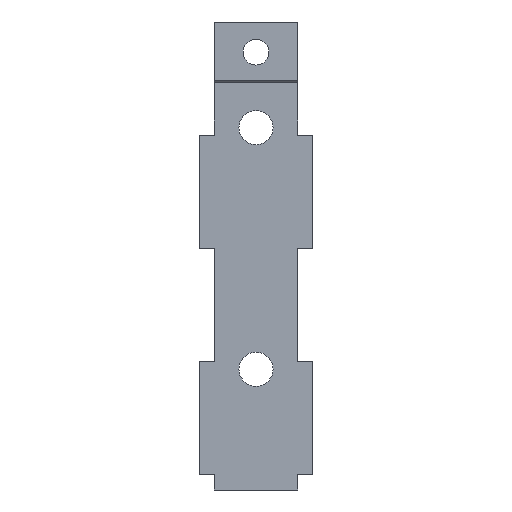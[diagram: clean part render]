
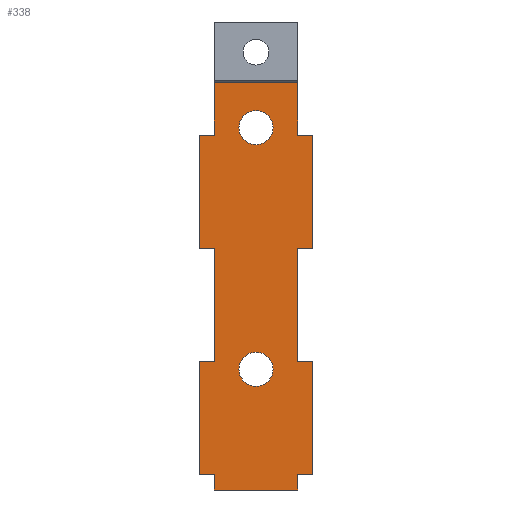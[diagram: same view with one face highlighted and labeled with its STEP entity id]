
A CAD part, front view. The second image highlights one B-rep face of the part: STEP entity #338.
In plain terms, the highlighted planar face has unit normal (0, -1, 0).
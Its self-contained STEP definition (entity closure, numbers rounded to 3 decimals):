
#22 = VERTEX_POINT('',#23);
#23 = CARTESIAN_POINT('',(5.5,-5.,16.));
#31 = EDGE_CURVE('',#22,#32,#34,.T.);
#32 = VERTEX_POINT('',#33);
#33 = CARTESIAN_POINT('',(5.5,-5.,31.));
#34 = LINE('',#35,#36);
#35 = CARTESIAN_POINT('',(5.5,-5.,0.));
#36 = VECTOR('',#37,1.);
#37 = DIRECTION('',(0.,0.,1.));
#73 = VERTEX_POINT('',#74);
#74 = CARTESIAN_POINT('',(7.5,-5.,16.));
#80 = EDGE_CURVE('',#73,#22,#81,.T.);
#81 = LINE('',#82,#83);
#82 = CARTESIAN_POINT('',(7.5,-5.,16.));
#83 = VECTOR('',#84,1.);
#84 = DIRECTION('',(-1.,0.,0.));
#304 = VERTEX_POINT('',#305);
#305 = CARTESIAN_POINT('',(7.5,-5.,31.));
#311 = EDGE_CURVE('',#304,#32,#312,.T.);
#312 = LINE('',#313,#314);
#313 = CARTESIAN_POINT('',(7.5,-5.,31.));
#314 = VECTOR('',#315,1.);
#315 = DIRECTION('',(-1.,0.,0.));
#338 = ADVANCED_FACE('',(#339,#478,#489),#500,.T.);
#339 = FACE_BOUND('',#340,.T.);
#340 = EDGE_LOOP('',(#341,#351,#359,#367,#375,#381,#382,#383,#384,#392,
    #400,#408,#416,#424,#432,#440,#448,#456,#464,#472));
#341 = ORIENTED_EDGE('',*,*,#342,.F.);
#342 = EDGE_CURVE('',#343,#345,#347,.T.);
#343 = VERTEX_POINT('',#344);
#344 = CARTESIAN_POINT('',(-5.5,-5.,-1.));
#345 = VERTEX_POINT('',#346);
#346 = CARTESIAN_POINT('',(-5.5,-5.,1.));
#347 = LINE('',#348,#349);
#348 = CARTESIAN_POINT('',(-5.5,-5.,0.));
#349 = VECTOR('',#350,1.);
#350 = DIRECTION('',(0.,0.,1.));
#351 = ORIENTED_EDGE('',*,*,#352,.F.);
#352 = EDGE_CURVE('',#353,#343,#355,.T.);
#353 = VERTEX_POINT('',#354);
#354 = CARTESIAN_POINT('',(5.5,-5.,-1.));
#355 = LINE('',#356,#357);
#356 = CARTESIAN_POINT('',(5.5,-5.,-1.));
#357 = VECTOR('',#358,1.);
#358 = DIRECTION('',(-1.,0.,0.));
#359 = ORIENTED_EDGE('',*,*,#360,.T.);
#360 = EDGE_CURVE('',#353,#361,#363,.T.);
#361 = VERTEX_POINT('',#362);
#362 = CARTESIAN_POINT('',(5.5,-5.,1.));
#363 = LINE('',#364,#365);
#364 = CARTESIAN_POINT('',(5.5,-5.,0.));
#365 = VECTOR('',#366,1.);
#366 = DIRECTION('',(0.,0.,1.));
#367 = ORIENTED_EDGE('',*,*,#368,.F.);
#368 = EDGE_CURVE('',#369,#361,#371,.T.);
#369 = VERTEX_POINT('',#370);
#370 = CARTESIAN_POINT('',(7.5,-5.,1.));
#371 = LINE('',#372,#373);
#372 = CARTESIAN_POINT('',(7.5,-5.,1.));
#373 = VECTOR('',#374,1.);
#374 = DIRECTION('',(-1.,0.,0.));
#375 = ORIENTED_EDGE('',*,*,#376,.F.);
#376 = EDGE_CURVE('',#73,#369,#377,.T.);
#377 = LINE('',#378,#379);
#378 = CARTESIAN_POINT('',(7.5,-5.,16.));
#379 = VECTOR('',#380,1.);
#380 = DIRECTION('',(0.,0.,-1.));
#381 = ORIENTED_EDGE('',*,*,#80,.T.);
#382 = ORIENTED_EDGE('',*,*,#31,.T.);
#383 = ORIENTED_EDGE('',*,*,#311,.F.);
#384 = ORIENTED_EDGE('',*,*,#385,.F.);
#385 = EDGE_CURVE('',#386,#304,#388,.T.);
#386 = VERTEX_POINT('',#387);
#387 = CARTESIAN_POINT('',(7.5,-5.,46.));
#388 = LINE('',#389,#390);
#389 = CARTESIAN_POINT('',(7.5,-5.,46.));
#390 = VECTOR('',#391,1.);
#391 = DIRECTION('',(0.,0.,-1.));
#392 = ORIENTED_EDGE('',*,*,#393,.T.);
#393 = EDGE_CURVE('',#386,#394,#396,.T.);
#394 = VERTEX_POINT('',#395);
#395 = CARTESIAN_POINT('',(5.5,-5.,46.));
#396 = LINE('',#397,#398);
#397 = CARTESIAN_POINT('',(7.5,-5.,46.));
#398 = VECTOR('',#399,1.);
#399 = DIRECTION('',(-1.,0.,0.));
#400 = ORIENTED_EDGE('',*,*,#401,.T.);
#401 = EDGE_CURVE('',#394,#402,#404,.T.);
#402 = VERTEX_POINT('',#403);
#403 = CARTESIAN_POINT('',(5.5,-5.,53.));
#404 = LINE('',#405,#406);
#405 = CARTESIAN_POINT('',(5.5,-5.,0.));
#406 = VECTOR('',#407,1.);
#407 = DIRECTION('',(0.,0.,1.));
#408 = ORIENTED_EDGE('',*,*,#409,.F.);
#409 = EDGE_CURVE('',#410,#402,#412,.T.);
#410 = VERTEX_POINT('',#411);
#411 = CARTESIAN_POINT('',(-5.5,-5.,53.));
#412 = LINE('',#413,#414);
#413 = CARTESIAN_POINT('',(-5.5,-5.,53.));
#414 = VECTOR('',#415,1.);
#415 = DIRECTION('',(1.,0.,0.));
#416 = ORIENTED_EDGE('',*,*,#417,.F.);
#417 = EDGE_CURVE('',#418,#410,#420,.T.);
#418 = VERTEX_POINT('',#419);
#419 = CARTESIAN_POINT('',(-5.5,-5.,46.));
#420 = LINE('',#421,#422);
#421 = CARTESIAN_POINT('',(-5.5,-5.,0.));
#422 = VECTOR('',#423,1.);
#423 = DIRECTION('',(0.,0.,1.));
#424 = ORIENTED_EDGE('',*,*,#425,.T.);
#425 = EDGE_CURVE('',#418,#426,#428,.T.);
#426 = VERTEX_POINT('',#427);
#427 = CARTESIAN_POINT('',(-7.5,-5.,46.));
#428 = LINE('',#429,#430);
#429 = CARTESIAN_POINT('',(-5.5,-5.,46.));
#430 = VECTOR('',#431,1.);
#431 = DIRECTION('',(-1.,0.,0.));
#432 = ORIENTED_EDGE('',*,*,#433,.T.);
#433 = EDGE_CURVE('',#426,#434,#436,.T.);
#434 = VERTEX_POINT('',#435);
#435 = CARTESIAN_POINT('',(-7.5,-5.,31.));
#436 = LINE('',#437,#438);
#437 = CARTESIAN_POINT('',(-7.5,-5.,46.));
#438 = VECTOR('',#439,1.);
#439 = DIRECTION('',(0.,0.,-1.));
#440 = ORIENTED_EDGE('',*,*,#441,.F.);
#441 = EDGE_CURVE('',#442,#434,#444,.T.);
#442 = VERTEX_POINT('',#443);
#443 = CARTESIAN_POINT('',(-5.5,-5.,31.));
#444 = LINE('',#445,#446);
#445 = CARTESIAN_POINT('',(-5.5,-5.,31.));
#446 = VECTOR('',#447,1.);
#447 = DIRECTION('',(-1.,0.,0.));
#448 = ORIENTED_EDGE('',*,*,#449,.F.);
#449 = EDGE_CURVE('',#450,#442,#452,.T.);
#450 = VERTEX_POINT('',#451);
#451 = CARTESIAN_POINT('',(-5.5,-5.,16.));
#452 = LINE('',#453,#454);
#453 = CARTESIAN_POINT('',(-5.5,-5.,0.));
#454 = VECTOR('',#455,1.);
#455 = DIRECTION('',(0.,0.,1.));
#456 = ORIENTED_EDGE('',*,*,#457,.T.);
#457 = EDGE_CURVE('',#450,#458,#460,.T.);
#458 = VERTEX_POINT('',#459);
#459 = CARTESIAN_POINT('',(-7.5,-5.,16.));
#460 = LINE('',#461,#462);
#461 = CARTESIAN_POINT('',(-5.5,-5.,16.));
#462 = VECTOR('',#463,1.);
#463 = DIRECTION('',(-1.,0.,0.));
#464 = ORIENTED_EDGE('',*,*,#465,.T.);
#465 = EDGE_CURVE('',#458,#466,#468,.T.);
#466 = VERTEX_POINT('',#467);
#467 = CARTESIAN_POINT('',(-7.5,-5.,1.));
#468 = LINE('',#469,#470);
#469 = CARTESIAN_POINT('',(-7.5,-5.,16.));
#470 = VECTOR('',#471,1.);
#471 = DIRECTION('',(0.,0.,-1.));
#472 = ORIENTED_EDGE('',*,*,#473,.F.);
#473 = EDGE_CURVE('',#345,#466,#474,.T.);
#474 = LINE('',#475,#476);
#475 = CARTESIAN_POINT('',(-5.5,-5.,1.));
#476 = VECTOR('',#477,1.);
#477 = DIRECTION('',(-1.,0.,0.));
#478 = FACE_BOUND('',#479,.T.);
#479 = EDGE_LOOP('',(#480));
#480 = ORIENTED_EDGE('',*,*,#481,.F.);
#481 = EDGE_CURVE('',#482,#482,#484,.T.);
#482 = VERTEX_POINT('',#483);
#483 = CARTESIAN_POINT('',(2.264,-5.,47.));
#484 = CIRCLE('',#485,2.264);
#485 = AXIS2_PLACEMENT_3D('',#486,#487,#488);
#486 = CARTESIAN_POINT('',(0.,-5.,47.));
#487 = DIRECTION('',(0.,-1.,0.));
#488 = DIRECTION('',(1.,0.,0.));
#489 = FACE_BOUND('',#490,.T.);
#490 = EDGE_LOOP('',(#491));
#491 = ORIENTED_EDGE('',*,*,#492,.F.);
#492 = EDGE_CURVE('',#493,#493,#495,.T.);
#493 = VERTEX_POINT('',#494);
#494 = CARTESIAN_POINT('',(2.264,-5.,15.));
#495 = CIRCLE('',#496,2.264);
#496 = AXIS2_PLACEMENT_3D('',#497,#498,#499);
#497 = CARTESIAN_POINT('',(0.,-5.,15.));
#498 = DIRECTION('',(0.,-1.,0.));
#499 = DIRECTION('',(1.,0.,0.));
#500 = PLANE('',#501);
#501 = AXIS2_PLACEMENT_3D('',#502,#503,#504);
#502 = CARTESIAN_POINT('',(0.,-5.,25.726));
#503 = DIRECTION('',(-0.,-1.,-0.));
#504 = DIRECTION('',(0.,0.,-1.));
